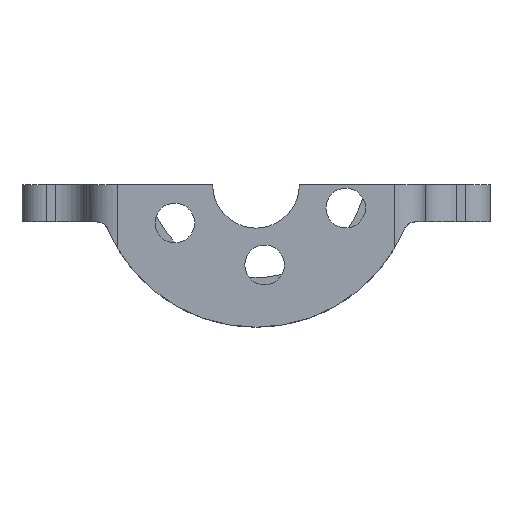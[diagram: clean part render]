
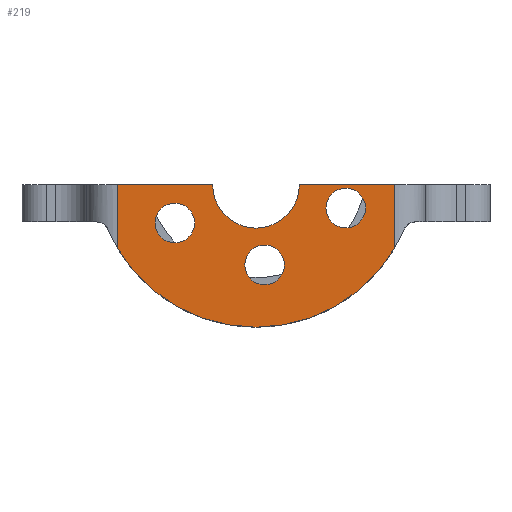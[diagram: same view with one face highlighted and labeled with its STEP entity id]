
A CAD part, left-side view. The second image highlights one B-rep face of the part: STEP entity #219.
In plain terms, the highlighted planar face has unit normal (-1, 0, 0).
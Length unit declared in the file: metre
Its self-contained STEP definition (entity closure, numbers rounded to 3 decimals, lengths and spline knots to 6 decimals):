
#219 = ADVANCED_FACE( '', ( #497, #498, #499, #500 ), #501, .F. );
#497 = FACE_BOUND( '', #864, .T. );
#498 = FACE_BOUND( '', #865, .T. );
#499 = FACE_BOUND( '', #866, .T. );
#500 = FACE_OUTER_BOUND( '', #867, .T. );
#501 = PLANE( '', #868 );
#864 = EDGE_LOOP( '', ( #1501 ) );
#865 = EDGE_LOOP( '', ( #1502 ) );
#866 = EDGE_LOOP( '', ( #1503 ) );
#867 = EDGE_LOOP( '', ( #1504, #1505, #1506, #1507, #1508, #1509 ) );
#868 = AXIS2_PLACEMENT_3D( '', #1510, #1511, #1512 );
#1501 = ORIENTED_EDGE( '', *, *, #2395, .F. );
#1502 = ORIENTED_EDGE( '', *, *, #2396, .F. );
#1503 = ORIENTED_EDGE( '', *, *, #2397, .F. );
#1504 = ORIENTED_EDGE( '', *, *, #2398, .F. );
#1505 = ORIENTED_EDGE( '', *, *, #2399, .T. );
#1506 = ORIENTED_EDGE( '', *, *, #2400, .T. );
#1507 = ORIENTED_EDGE( '', *, *, #2335, .F. );
#1508 = ORIENTED_EDGE( '', *, *, #2401, .F. );
#1509 = ORIENTED_EDGE( '', *, *, #2198, .T. );
#1510 = CARTESIAN_POINT( '', ( 0., 0.000308, 0. ) );
#1511 = DIRECTION( '', ( 1., 0., 0. ) );
#1512 = DIRECTION( '', ( 0., 1., 0. ) );
#2198 = EDGE_CURVE( '', #2657, #2654, #2658, .F. );
#2335 = EDGE_CURVE( '', #2892, #2893, #2894, .T. );
#2395 = EDGE_CURVE( '', #2977, #2977, #2978, .T. );
#2396 = EDGE_CURVE( '', #2979, #2979, #2980, .T. );
#2397 = EDGE_CURVE( '', #2981, #2981, #2982, .T. );
#2398 = EDGE_CURVE( '', #2983, #2654, #2984, .T. );
#2399 = EDGE_CURVE( '', #2983, #2985, #2986, .T. );
#2400 = EDGE_CURVE( '', #2985, #2893, #2987, .T. );
#2401 = EDGE_CURVE( '', #2657, #2892, #2988, .T. );
#2654 = VERTEX_POINT( '', #3328 );
#2657 = VERTEX_POINT( '', #3334 );
#2658 = LINE( '', #3335, #3336 );
#2892 = VERTEX_POINT( '', #3714 );
#2893 = VERTEX_POINT( '', #3715 );
#2894 = CIRCLE( '', #3716, 0.0035 );
#2977 = VERTEX_POINT( '', #3912 );
#2978 = CIRCLE( '', #3913, 0.0016 );
#2979 = VERTEX_POINT( '', #3914 );
#2980 = CIRCLE( '', #3915, 0.0016 );
#2981 = VERTEX_POINT( '', #3916 );
#2982 = CIRCLE( '', #3917, 0.0016 );
#2983 = VERTEX_POINT( '', #3918 );
#2984 = CIRCLE( '', #3919, 0.013 );
#2985 = VERTEX_POINT( '', #3920 );
#2986 = LINE( '', #3921, #3922 );
#2987 = LINE( '', #3923, #3924 );
#2988 = LINE( '', #3925, #3926 );
#3328 = CARTESIAN_POINT( '', ( 0., 0.011154, -0.006678 ) );
#3334 = CARTESIAN_POINT( '', ( 0., 0.011154, -0.0015 ) );
#3335 = CARTESIAN_POINT( '', ( 0., 0.011154, 0. ) );
#3336 = VECTOR( '', #4445, 1. );
#3714 = CARTESIAN_POINT( '', ( 0., 0.0035, -0.0015 ) );
#3715 = CARTESIAN_POINT( '', ( 0., -0.0035, -0.0015 ) );
#3716 = AXIS2_PLACEMENT_3D( '', #4627, #4628, #4629 );
#3912 = CARTESIAN_POINT( '', ( 0., 0.004953, -0.004589 ) );
#3913 = AXIS2_PLACEMENT_3D( '', #4680, #4681, #4682 );
#3914 = CARTESIAN_POINT( '', ( 0., -0.00645, -0.001995 ) );
#3915 = AXIS2_PLACEMENT_3D( '', #4683, #4684, #4685 );
#3916 = CARTESIAN_POINT( '', ( 0., -0.001497, -0.006584 ) );
#3917 = AXIS2_PLACEMENT_3D( '', #4686, #4687, #4688 );
#3918 = CARTESIAN_POINT( '', ( 0., -0.011154, -0.006678 ) );
#3919 = AXIS2_PLACEMENT_3D( '', #4689, #4690, #4691 );
#3920 = CARTESIAN_POINT( '', ( 0., -0.011154, -0.0015 ) );
#3921 = CARTESIAN_POINT( '', ( 0., -0.011154, -0.0015 ) );
#3922 = VECTOR( '', #4692, 1. );
#3923 = CARTESIAN_POINT( '', ( 0., -0.011339, -0.0015 ) );
#3924 = VECTOR( '', #4693, 1. );
#3925 = CARTESIAN_POINT( '', ( 0., 0.011096, -0.0015 ) );
#3926 = VECTOR( '', #4694, 1. );
#4445 = DIRECTION( '', ( 0., 0., 1. ) );
#4627 = CARTESIAN_POINT( '', ( 0., 0., -0.0015 ) );
#4628 = DIRECTION( '', ( -1., 0., 0. ) );
#4629 = DIRECTION( '', ( 0., 1., 0. ) );
#4680 = CARTESIAN_POINT( '', ( 0., 0.006553, -0.004589 ) );
#4681 = DIRECTION( '', ( -1., 0., 0. ) );
#4682 = DIRECTION( '', ( 0., -1., 0. ) );
#4683 = CARTESIAN_POINT( '', ( 0., -0.00725, -0.003381 ) );
#4684 = DIRECTION( '', ( -1., 0., 0. ) );
#4685 = DIRECTION( '', ( 0., 0.5, 0.866 ) );
#4686 = CARTESIAN_POINT( '', ( 0., -0.000697, -0.00797 ) );
#4687 = DIRECTION( '', ( -1., 0., 0. ) );
#4688 = DIRECTION( '', ( 0., -0.5, 0.866 ) );
#4689 = CARTESIAN_POINT( '', ( 0., 0., 0. ) );
#4690 = DIRECTION( '', ( 1., 0., 0. ) );
#4691 = DIRECTION( '', ( 0., 1., 0. ) );
#4692 = DIRECTION( '', ( 0., 0., 1. ) );
#4693 = DIRECTION( '', ( 0., 1., 0. ) );
#4694 = DIRECTION( '', ( 0., -1., 0. ) );
